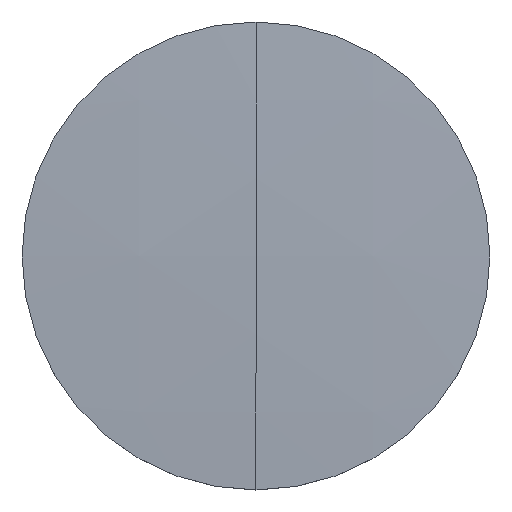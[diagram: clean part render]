
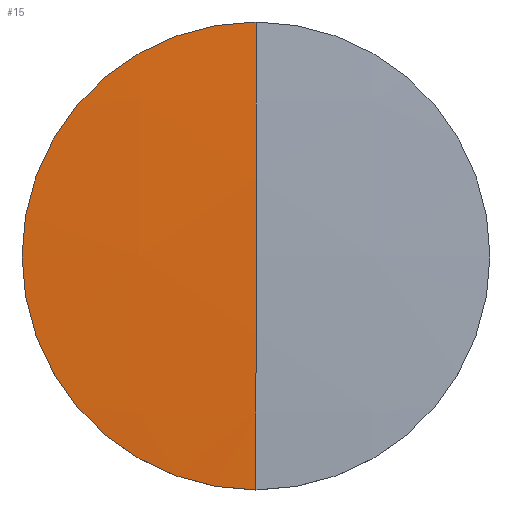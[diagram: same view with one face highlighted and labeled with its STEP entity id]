
A CAD part, top view. The second image highlights one B-rep face of the part: STEP entity #15.
In plain terms, the highlighted spherical face has radius 514.35 mm.
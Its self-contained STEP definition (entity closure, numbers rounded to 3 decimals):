
#4 = VERTEX_POINT ( 'NONE', #108 ) ;
#7 = ORIENTED_EDGE ( 'NONE', *, *, #9, .T. ) ;
#9 = EDGE_CURVE ( 'NONE', #23, #4, #112, .T. ) ;
#12 = ORIENTED_EDGE ( 'NONE', *, *, #31, .T. ) ;
#14 = EDGE_CURVE ( 'NONE', #19, #17, #98, .T. ) ;
#15 = ADVANCED_FACE ( 'NONE', ( #105 ), #65, .T. ) ;
#16 = ORIENTED_EDGE ( 'NONE', *, *, #14, .F. ) ;
#17 = VERTEX_POINT ( 'NONE', #203 ) ;
#19 = VERTEX_POINT ( 'NONE', #244 ) ;
#23 = VERTEX_POINT ( 'NONE', #271 ) ;
#31 = EDGE_CURVE ( 'NONE', #19, #23, #259, .T. ) ;
#32 = EDGE_LOOP ( 'NONE', ( #7, #38, #16, #12 ) ) ;
#38 = ORIENTED_EDGE ( 'NONE', *, *, #39, .T. ) ;
#39 = EDGE_CURVE ( 'NONE', #4, #17, #133, .T. ) ;
#65 = SPHERICAL_SURFACE ( 'NONE', #93, 514.35 ) ;
#72 = DIRECTION ( 'NONE',  ( 1., 0., 0. ) ) ;
#73 = DIRECTION ( 'NONE',  ( 0., 0., 1. ) ) ;
#90 = DIRECTION ( 'NONE',  ( 0., 1., 0. ) ) ;
#91 = DIRECTION ( 'NONE',  ( -1., 0., 0. ) ) ;
#92 = CARTESIAN_POINT ( 'NONE',  ( 0., 0., -512.22 ) ) ;
#93 = AXIS2_PLACEMENT_3D ( 'NONE', #92, #91, #90 ) ;
#98 = CIRCLE ( 'NONE', #104, 514.35 ) ;
#101 = DIRECTION ( 'NONE',  ( 0., 0., -1. ) ) ;
#102 = DIRECTION ( 'NONE',  ( 1., 0., 0. ) ) ;
#103 = CARTESIAN_POINT ( 'NONE',  ( 0., 0., -512.22 ) ) ;
#104 = AXIS2_PLACEMENT_3D ( 'NONE', #103, #102, #101 ) ;
#105 = FACE_OUTER_BOUND ( 'NONE', #32, .T. ) ;
#108 = CARTESIAN_POINT ( 'NONE',  ( 0., -25.4, 1.502 ) ) ;
#110 = CARTESIAN_POINT ( 'NONE',  ( 0., 0., 1.502 ) ) ;
#111 = AXIS2_PLACEMENT_3D ( 'NONE', #110, #73, #72 ) ;
#112 = CIRCLE ( 'NONE', #111, 25.4 ) ;
#131 = DIRECTION ( 'NONE',  ( -1., 0., 0. ) ) ;
#132 = AXIS2_PLACEMENT_3D ( 'NONE', #213, #131, #254 ) ;
#133 = CIRCLE ( 'NONE', #132, 514.35 ) ;
#200 = CARTESIAN_POINT ( 'NONE',  ( 0., 0., 1.502 ) ) ;
#201 = AXIS2_PLACEMENT_3D ( 'NONE', #200, #265, #264 ) ;
#203 = CARTESIAN_POINT ( 'NONE',  ( 0., 0., 2.13 ) ) ;
#213 = CARTESIAN_POINT ( 'NONE',  ( 0., 0., -512.22 ) ) ;
#244 = CARTESIAN_POINT ( 'NONE',  ( 0., 25.4, 1.502 ) ) ;
#254 = DIRECTION ( 'NONE',  ( 0., -1., 0. ) ) ;
#259 = CIRCLE ( 'NONE', #201, 25.4 ) ;
#264 = DIRECTION ( 'NONE',  ( 1., 0., 0. ) ) ;
#265 = DIRECTION ( 'NONE',  ( 0., 0., 1. ) ) ;
#271 = CARTESIAN_POINT ( 'NONE',  ( -25.4, 0., 1.502 ) ) ;
